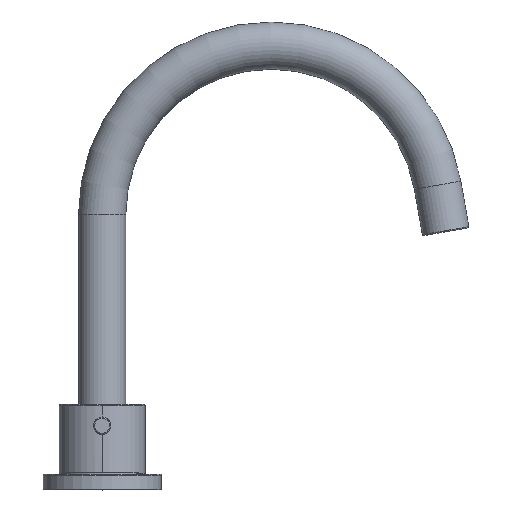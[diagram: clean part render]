
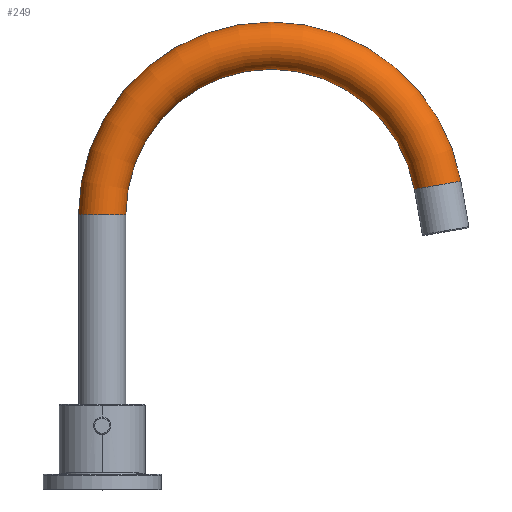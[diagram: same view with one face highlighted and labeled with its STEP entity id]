
A CAD part, top view. The second image highlights one B-rep face of the part: STEP entity #249.
In plain terms, the highlighted toroidal (fillet/blend) face has major radius 1998.67 mm and minor radius 279.4 mm.
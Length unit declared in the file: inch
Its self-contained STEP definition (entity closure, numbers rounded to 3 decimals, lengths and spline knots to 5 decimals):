
#39=CARTESIAN_POINT('',(156.18006,141.66398,0.));
#40=DIRECTION('',(-0.174,0.985,0.));
#41=DIRECTION('',(-0.985,-0.174,0.));
#42=AXIS2_PLACEMENT_3D('',#39,#40,#41);
#44=CARTESIAN_POINT('',(78.68775,128.,0.));
#45=DIRECTION('',(0.,0.,1.));
#46=DIRECTION('',(0.985,0.174,0.));
#47=AXIS2_PLACEMENT_3D('',#44,#45,#46);
#54=CARTESIAN_POINT('',(78.68775,128.,0.));
#55=DIRECTION('',(0.,0.,1.));
#56=DIRECTION('',(0.985,0.174,0.));
#57=AXIS2_PLACEMENT_3D('',#54,#55,#56);
#72=CARTESIAN_POINT('',(0.,128.,0.));
#73=DIRECTION('',(0.,-1.,0.));
#74=DIRECTION('',(1.,0.,0.));
#75=AXIS2_PLACEMENT_3D('',#72,#73,#74);
#151=CARTESIAN_POINT('',(145.34717,139.75385,0.));
#152=CARTESIAN_POINT('',(167.01294,143.57411,0.));
#153=VERTEX_POINT('',#151);
#154=VERTEX_POINT('',#152);
#155=CARTESIAN_POINT('',(11.,128.,0.));
#156=CARTESIAN_POINT('',(-11.,128.,0.));
#157=VERTEX_POINT('',#155);
#158=VERTEX_POINT('',#156);
#235=CARTESIAN_POINT('',(78.68775,128.,0.));
#236=DIRECTION('',(0.,0.,1.));
#237=DIRECTION('',(-0.985,-0.174,0.));
#238=AXIS2_PLACEMENT_3D('',#235,#236,#237);
#239=TOROIDAL_SURFACE('',#238,78.68775,11.);
#240=ORIENTED_EDGE('',*,*,#229,.F.);
#242=ORIENTED_EDGE('',*,*,#241,.T.);
#244=ORIENTED_EDGE('',*,*,#243,.T.);
#246=ORIENTED_EDGE('',*,*,#245,.F.);
#247=EDGE_LOOP('',(#240,#242,#244,#246));
#248=FACE_OUTER_BOUND('',#247,.F.);
#249=ADVANCED_FACE('',(#248),#239,.T.);
#43=CIRCLE('',#42,11.);
#48=CIRCLE('',#47,67.68775);
#58=CIRCLE('',#57,89.68775);
#76=CIRCLE('',#75,11.);
#229=EDGE_CURVE('',#153,#154,#43,.T.);
#241=EDGE_CURVE('',#153,#157,#48,.T.);
#243=EDGE_CURVE('',#157,#158,#76,.T.);
#245=EDGE_CURVE('',#154,#158,#58,.T.);
